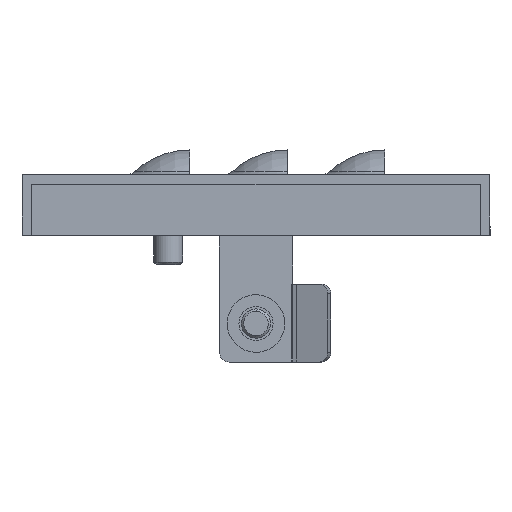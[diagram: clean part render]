
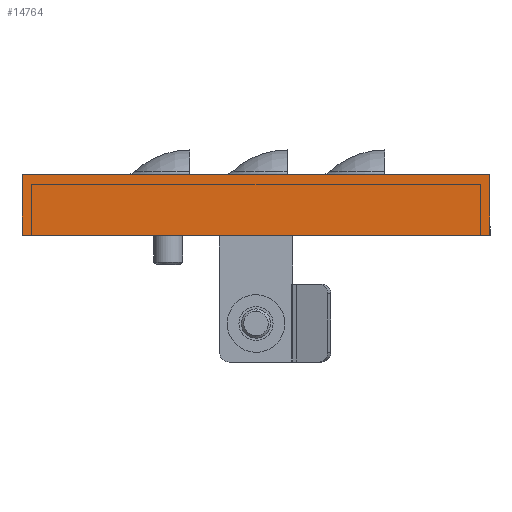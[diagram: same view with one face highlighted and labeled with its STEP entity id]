
A CAD part, left-side view. The second image highlights one B-rep face of the part: STEP entity #14764.
In plain terms, the highlighted planar face has unit normal (-1, 0, 0).
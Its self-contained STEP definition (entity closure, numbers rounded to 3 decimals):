
#120 = FACE_OUTER_BOUND ( 'NONE', #7286, .T. ) ;
#1655 = LINE ( 'NONE', #7677, #7840 ) ;
#3086 = VERTEX_POINT ( 'NONE', #14447 ) ;
#3126 = DIRECTION ( 'NONE',  ( 0., 0., -1. ) ) ;
#3130 = VECTOR ( 'NONE', #4485, 1000. ) ;
#3630 = LINE ( 'NONE', #10078, #11825 ) ;
#4388 = CARTESIAN_POINT ( 'NONE',  ( -595., 0., -12.5 ) ) ;
#4485 = DIRECTION ( 'NONE',  ( 0., -1., 0. ) ) ;
#4851 = PLANE ( 'NONE',  #12548 ) ;
#6039 = ORIENTED_EDGE ( 'NONE', *, *, #19085, .T. ) ;
#6542 = DIRECTION ( 'NONE',  ( 0., 0., 1. ) ) ;
#7042 = CARTESIAN_POINT ( 'NONE',  ( -595., 0., 0. ) ) ;
#7286 = EDGE_LOOP ( 'NONE', ( #11591, #19815, #6039, #9258 ) ) ;
#7677 = CARTESIAN_POINT ( 'NONE',  ( -595., -96., 2.928 ) ) ;
#7840 = VECTOR ( 'NONE', #3126, 1000. ) ;
#7885 = CARTESIAN_POINT ( 'NONE',  ( -595., -48., -12.5 ) ) ;
#8599 = DIRECTION ( 'NONE',  ( 0., 1., 0. ) ) ;
#9258 = ORIENTED_EDGE ( 'NONE', *, *, #20383, .F. ) ;
#10078 = CARTESIAN_POINT ( 'NONE',  ( -595., -48., 0. ) ) ;
#10325 = CARTESIAN_POINT ( 'NONE',  ( -595., 0., 2.928 ) ) ;
#11143 = LINE ( 'NONE', #7885, #3130 ) ;
#11189 = CARTESIAN_POINT ( 'NONE',  ( -595., -48., -2. ) ) ;
#11219 = VECTOR ( 'NONE', #18669, 1000. ) ;
#11591 = ORIENTED_EDGE ( 'NONE', *, *, #13952, .T. ) ;
#11825 = VECTOR ( 'NONE', #8599, 1000. ) ;
#12548 = AXIS2_PLACEMENT_3D ( 'NONE', #11189, #19432, #6542 ) ;
#13832 = VERTEX_POINT ( 'NONE', #4388 ) ;
#13952 = EDGE_CURVE ( 'NONE', #19744, #19039, #3630, .T. ) ;
#14447 = CARTESIAN_POINT ( 'NONE',  ( -595., -96., -12.5 ) ) ;
#14764 = ADVANCED_FACE ( 'NONE', ( #120 ), #4851, .F. ) ;
#17181 = LINE ( 'NONE', #10325, #11219 ) ;
#18669 = DIRECTION ( 'NONE',  ( 0., 0., -1. ) ) ;
#19039 = VERTEX_POINT ( 'NONE', #7042 ) ;
#19085 = EDGE_CURVE ( 'NONE', #13832, #3086, #11143, .T. ) ;
#19364 = CARTESIAN_POINT ( 'NONE',  ( -595., -96., 0. ) ) ;
#19432 = DIRECTION ( 'NONE',  ( 1., 0., 0. ) ) ;
#19744 = VERTEX_POINT ( 'NONE', #19364 ) ;
#19815 = ORIENTED_EDGE ( 'NONE', *, *, #20246, .T. ) ;
#20246 = EDGE_CURVE ( 'NONE', #19039, #13832, #17181, .T. ) ;
#20383 = EDGE_CURVE ( 'NONE', #19744, #3086, #1655, .T. ) ;
